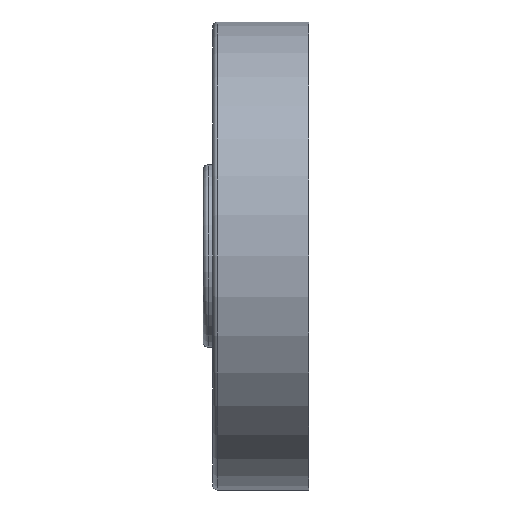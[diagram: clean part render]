
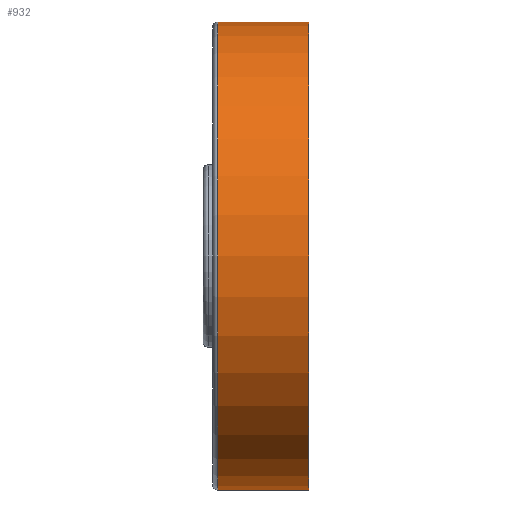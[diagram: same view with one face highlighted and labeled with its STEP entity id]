
A CAD part, left-side view. The second image highlights one B-rep face of the part: STEP entity #932.
In plain terms, the highlighted cylindrical face has radius 9.75 mm (diameter 19.5 mm), a partial arc.
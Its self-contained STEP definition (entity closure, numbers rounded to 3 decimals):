
#76 = EDGE_CURVE ( 'NONE', #244, #588, #670, .T. ) ;
#125 = VECTOR ( 'NONE', #664, 1000. ) ;
#145 = CARTESIAN_POINT ( 'NONE',  ( 29.592, 49.314, 51.387 ) ) ;
#244 = VERTEX_POINT ( 'NONE', #602 ) ;
#250 = CARTESIAN_POINT ( 'NONE',  ( 29.592, 45.314, 41.637 ) ) ;
#279 = CARTESIAN_POINT ( 'NONE',  ( 29.592, 49.114, 41.637 ) ) ;
#288 = DIRECTION ( 'NONE',  ( 0., -1., 0. ) ) ;
#310 = CARTESIAN_POINT ( 'NONE',  ( 29.592, 49.314, 31.887 ) ) ;
#311 = CIRCLE ( 'NONE', #755, 9.75 ) ;
#327 = ORIENTED_EDGE ( 'NONE', *, *, #667, .F. ) ;
#363 = VERTEX_POINT ( 'NONE', #443 ) ;
#368 = ORIENTED_EDGE ( 'NONE', *, *, #983, .T. ) ;
#374 = FACE_OUTER_BOUND ( 'NONE', #1002, .T. ) ;
#427 = LINE ( 'NONE', #145, #661 ) ;
#443 = CARTESIAN_POINT ( 'NONE',  ( 29.592, 45.314, 51.387 ) ) ;
#446 = DIRECTION ( 'NONE',  ( 0., -1., 0. ) ) ;
#501 = ORIENTED_EDGE ( 'NONE', *, *, #76, .T. ) ;
#562 = AXIS2_PLACEMENT_3D ( 'NONE', #250, #864, #876 ) ;
#588 = VERTEX_POINT ( 'NONE', #852 ) ;
#590 = DIRECTION ( 'NONE',  ( 0., -1., 0. ) ) ;
#602 = CARTESIAN_POINT ( 'NONE',  ( 29.592, 49.114, 31.887 ) ) ;
#647 = DIRECTION ( 'NONE',  ( 0., 0., -1. ) ) ;
#661 = VECTOR ( 'NONE', #590, 1000. ) ;
#664 = DIRECTION ( 'NONE',  ( 0., -1., 0. ) ) ;
#667 = EDGE_CURVE ( 'NONE', #707, #363, #427, .T. ) ;
#670 = LINE ( 'NONE', #310, #125 ) ;
#707 = VERTEX_POINT ( 'NONE', #1099 ) ;
#728 = CYLINDRICAL_SURFACE ( 'NONE', #1085, 9.75 ) ;
#732 = ORIENTED_EDGE ( 'NONE', *, *, #809, .T. ) ;
#755 = AXIS2_PLACEMENT_3D ( 'NONE', #279, #446, #791 ) ;
#763 = CIRCLE ( 'NONE', #562, 9.75 ) ;
#791 = DIRECTION ( 'NONE',  ( 0., 0., 1. ) ) ;
#809 = EDGE_CURVE ( 'NONE', #707, #244, #311, .T. ) ;
#852 = CARTESIAN_POINT ( 'NONE',  ( 29.592, 45.314, 31.887 ) ) ;
#864 = DIRECTION ( 'NONE',  ( 0., 1., 0. ) ) ;
#876 = DIRECTION ( 'NONE',  ( 0., 0., 1. ) ) ;
#932 = ADVANCED_FACE ( 'NONE', ( #374 ), #728, .T. ) ;
#983 = EDGE_CURVE ( 'NONE', #588, #363, #763, .T. ) ;
#1002 = EDGE_LOOP ( 'NONE', ( #327, #732, #501, #368 ) ) ;
#1074 = CARTESIAN_POINT ( 'NONE',  ( 29.592, 49.314, 41.637 ) ) ;
#1085 = AXIS2_PLACEMENT_3D ( 'NONE', #1074, #288, #647 ) ;
#1099 = CARTESIAN_POINT ( 'NONE',  ( 29.592, 49.114, 51.387 ) ) ;
